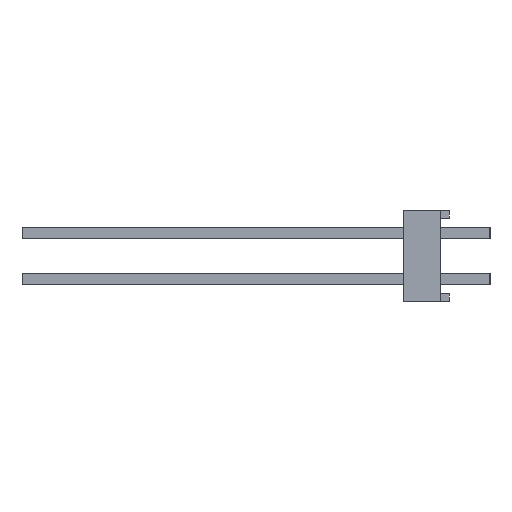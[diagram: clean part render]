
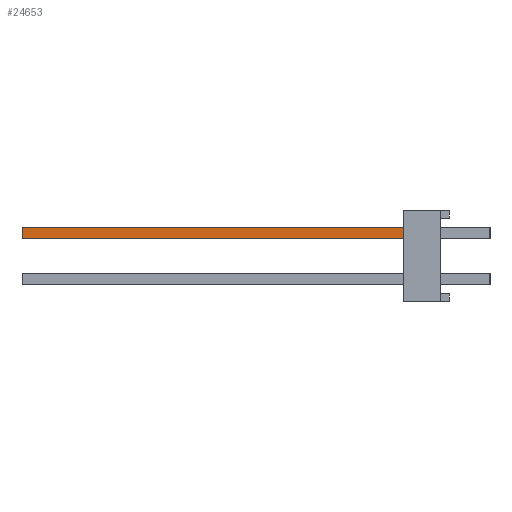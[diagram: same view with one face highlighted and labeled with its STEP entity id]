
A CAD part, left-side view. The second image highlights one B-rep face of the part: STEP entity #24653.
In plain terms, the highlighted planar face has unit normal (-1, 0, 0).
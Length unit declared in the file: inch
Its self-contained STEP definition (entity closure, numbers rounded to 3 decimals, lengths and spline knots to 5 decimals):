
#5799=ORIENTED_EDGE('',*,*,#9999,.F.);
#5800=ORIENTED_EDGE('',*,*,#10000,.F.);
#5801=ORIENTED_EDGE('',*,*,#10001,.F.);
#5802=ORIENTED_EDGE('',*,*,#9864,.T.);
#9864=EDGE_CURVE('',#12217,#12215,#15448,.T.);
#9999=EDGE_CURVE('',#12351,#12215,#15583,.T.);
#10000=EDGE_CURVE('',#12352,#12351,#15584,.T.);
#10001=EDGE_CURVE('',#12217,#12352,#15585,.T.);
#12215=VERTEX_POINT('',#38129);
#12217=VERTEX_POINT('',#38132);
#12351=VERTEX_POINT('',#38435);
#12352=VERTEX_POINT('',#38437);
#15448=LINE('',#38131,#18888);
#15583=LINE('',#38434,#19023);
#15584=LINE('',#38436,#19024);
#15585=LINE('',#38438,#19025);
#18888=VECTOR('',#31274,39.37008);
#19023=VECTOR('',#31477,39.37008);
#19024=VECTOR('',#31478,39.37008);
#19025=VECTOR('',#31479,39.37008);
#20537=EDGE_LOOP('',(#5799,#5800,#5801,#5802));
#21977=FACE_BOUND('',#20537,.T.);
#23349=PLANE('',#25984);
#24653=ADVANCED_FACE('',(#21977),#23349,.F.);
#25984=AXIS2_PLACEMENT_3D('',#38433,#31475,#31476);
#31274=DIRECTION('',(0.,0.,-1.));
#31475=DIRECTION('',(1.,0.,0.));
#31476=DIRECTION('',(0.,0.,-1.));
#31477=DIRECTION('',(0.,1.,0.));
#31478=DIRECTION('',(0.,0.,-1.));
#31479=DIRECTION('',(0.,-1.,0.));
#38129=CARTESIAN_POINT('',(-0.8125,1.03,0.0375));
#38131=CARTESIAN_POINT('',(-0.8125,1.03,0.0625));
#38132=CARTESIAN_POINT('',(-0.8125,1.03,0.0625));
#38433=CARTESIAN_POINT('',(-0.8125,1.03,0.0625));
#38434=CARTESIAN_POINT('',(-0.8125,1.03,0.0375));
#38435=CARTESIAN_POINT('',(-0.8125,0.145,0.0375));
#38436=CARTESIAN_POINT('',(-0.8125,0.145,0.0625));
#38437=CARTESIAN_POINT('',(-0.8125,0.145,0.0625));
#38438=CARTESIAN_POINT('',(-0.8125,1.03,0.0625));
